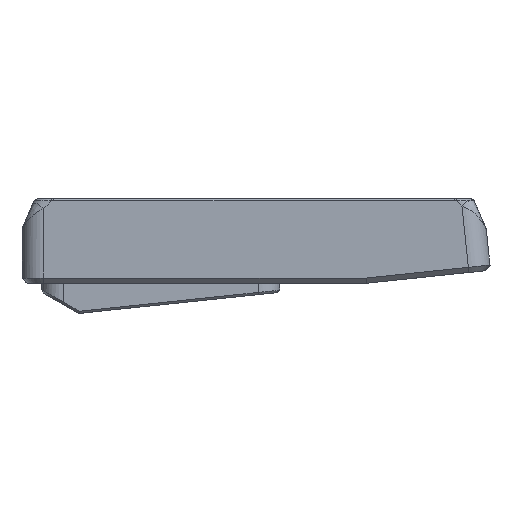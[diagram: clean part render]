
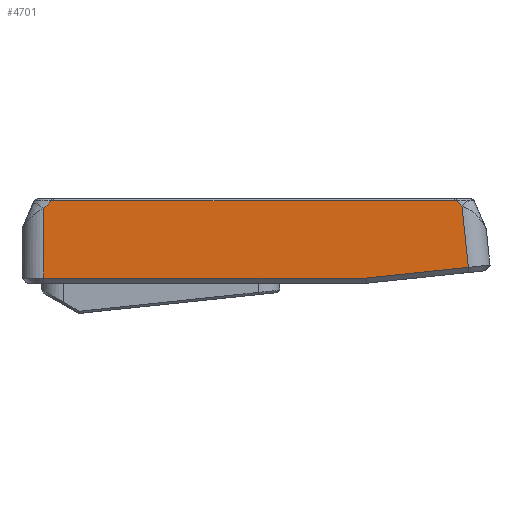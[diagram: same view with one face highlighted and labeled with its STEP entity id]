
A CAD part, left-side view. The second image highlights one B-rep face of the part: STEP entity #4701.
In plain terms, the highlighted planar face has unit normal (-1, 0, 0).
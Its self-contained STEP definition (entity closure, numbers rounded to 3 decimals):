
#46=B_SPLINE_CURVE_WITH_KNOTS('',3,(#7478,#7479,#7480,#7481,#7482),
 .UNSPECIFIED.,.F.,.F.,(4,1,4),(-1.053,-0.992,-0.866),
 .UNSPECIFIED.);
#47=B_SPLINE_CURVE_WITH_KNOTS('',3,(#7484,#7485,#7486,#7487),
 .UNSPECIFIED.,.F.,.F.,(4,4),(-0.612,-0.562),
 .UNSPECIFIED.);
#48=B_SPLINE_CURVE_WITH_KNOTS('',3,(#7491,#7492,#7493,#7494),
 .UNSPECIFIED.,.F.,.F.,(4,4),(-0.05,0.),
 .UNSPECIFIED.);
#49=B_SPLINE_CURVE_WITH_KNOTS('',3,(#7495,#7496,#7497,#7498,#7499),
 .UNSPECIFIED.,.F.,.F.,(4,1,4),(-0.216,0.,0.059),
 .UNSPECIFIED.);
#241=PLANE('',#5126);
#438=FACE_OUTER_BOUND('',#729,.T.);
#729=EDGE_LOOP('',(#3872,#3873,#3874,#3875,#3876,#3877,#3878,#3879,#3880));
#1143=LINE('',#7422,#1587);
#1156=LINE('',#7455,#1600);
#1159=LINE('',#7464,#1603);
#1160=LINE('',#7476,#1604);
#1161=LINE('',#7489,#1605);
#1587=VECTOR('',#6097,10.);
#1600=VECTOR('',#6132,10.);
#1603=VECTOR('',#6143,10.);
#1604=VECTOR('',#6146,10.);
#1605=VECTOR('',#6147,10.);
#2230=VERTEX_POINT('',#7420);
#2231=VERTEX_POINT('',#7421);
#2239=VERTEX_POINT('',#7448);
#2242=VERTEX_POINT('',#7463);
#2243=VERTEX_POINT('',#7475);
#2244=VERTEX_POINT('',#7477);
#2245=VERTEX_POINT('',#7483);
#2246=VERTEX_POINT('',#7488);
#2247=VERTEX_POINT('',#7490);
#2799=EDGE_CURVE('',#2230,#2231,#1143,.T.);
#2817=EDGE_CURVE('',#2239,#2230,#1156,.T.);
#2821=EDGE_CURVE('',#2231,#2242,#1159,.T.);
#2823=EDGE_CURVE('',#2243,#2239,#1160,.T.);
#2824=EDGE_CURVE('',#2244,#2243,#46,.T.);
#2825=EDGE_CURVE('',#2245,#2244,#47,.T.);
#2826=EDGE_CURVE('',#2246,#2245,#1161,.T.);
#2827=EDGE_CURVE('',#2247,#2246,#48,.T.);
#2828=EDGE_CURVE('',#2242,#2247,#49,.T.);
#3872=ORIENTED_EDGE('',*,*,#2799,.F.);
#3873=ORIENTED_EDGE('',*,*,#2817,.F.);
#3874=ORIENTED_EDGE('',*,*,#2823,.F.);
#3875=ORIENTED_EDGE('',*,*,#2824,.F.);
#3876=ORIENTED_EDGE('',*,*,#2825,.F.);
#3877=ORIENTED_EDGE('',*,*,#2826,.F.);
#3878=ORIENTED_EDGE('',*,*,#2827,.F.);
#3879=ORIENTED_EDGE('',*,*,#2828,.F.);
#3880=ORIENTED_EDGE('',*,*,#2821,.F.);
#4701=ADVANCED_FACE('',(#438),#241,.T.);
#5126=AXIS2_PLACEMENT_3D('',#7474,#6144,#6145);
#6097=DIRECTION('',(0.,1.,0.));
#6132=DIRECTION('',(0.,0.995,-0.105));
#6143=DIRECTION('',(0.,0.,1.));
#6144=DIRECTION('center_axis',(-1.,0.,0.));
#6145=DIRECTION('ref_axis',(0.,0.,1.));
#6146=DIRECTION('',(0.,-0.105,-0.995));
#6147=DIRECTION('',(0.,-1.,0.));
#7420=CARTESIAN_POINT('',(-12.325,-63.887,-11.3));
#7421=CARTESIAN_POINT('',(-12.325,10.325,-11.3));
#7422=CARTESIAN_POINT('',(-12.325,-51.275,-11.3));
#7448=CARTESIAN_POINT('',(-12.325,-87.425,-8.826));
#7455=CARTESIAN_POINT('',(-12.325,-66.081,-11.069));
#7463=CARTESIAN_POINT('',(-12.325,10.325,4.672));
#7464=CARTESIAN_POINT('',(-12.325,10.325,-7.625));
#7474=CARTESIAN_POINT('Origin',(-12.325,-38.599,-2.75));
#7475=CARTESIAN_POINT('',(-12.325,-85.944,5.269));
#7476=CARTESIAN_POINT('',(-12.325,-86.406,0.868));
#7477=CARTESIAN_POINT('',(-12.325,-84.699,6.5));
#7478=CARTESIAN_POINT('Ctrl Pts',(-12.325,-84.699,6.5));
#7479=CARTESIAN_POINT('Ctrl Pts',(-12.325,-84.833,6.367));
#7480=CARTESIAN_POINT('Ctrl Pts',(-12.325,-85.249,5.955));
#7481=CARTESIAN_POINT('Ctrl Pts',(-12.325,-85.664,5.545));
#7482=CARTESIAN_POINT('Ctrl Pts',(-12.325,-85.944,5.269));
#7483=CARTESIAN_POINT('',(-12.325,-84.194,6.5));
#7484=CARTESIAN_POINT('Ctrl Pts',(-12.325,-84.194,6.5));
#7485=CARTESIAN_POINT('Ctrl Pts',(-12.325,-84.362,6.5));
#7486=CARTESIAN_POINT('Ctrl Pts',(-12.325,-84.53,6.5));
#7487=CARTESIAN_POINT('Ctrl Pts',(-12.325,-84.699,6.5));
#7488=CARTESIAN_POINT('',(-12.325,8.014,6.5));
#7489=CARTESIAN_POINT('',(-12.325,-13.137,6.5));
#7490=CARTESIAN_POINT('',(-12.325,8.51,6.5));
#7491=CARTESIAN_POINT('Ctrl Pts',(-12.325,8.51,6.5));
#7492=CARTESIAN_POINT('Ctrl Pts',(-12.325,8.348,6.5));
#7493=CARTESIAN_POINT('Ctrl Pts',(-12.325,8.183,6.5));
#7494=CARTESIAN_POINT('Ctrl Pts',(-12.325,8.014,6.5));
#7495=CARTESIAN_POINT('Ctrl Pts',(-12.325,10.325,4.672));
#7496=CARTESIAN_POINT('Ctrl Pts',(-12.325,9.85,5.151));
#7497=CARTESIAN_POINT('Ctrl Pts',(-12.325,9.245,5.76));
#7498=CARTESIAN_POINT('Ctrl Pts',(-12.325,8.64,6.37));
#7499=CARTESIAN_POINT('Ctrl Pts',(-12.325,8.51,6.5));
